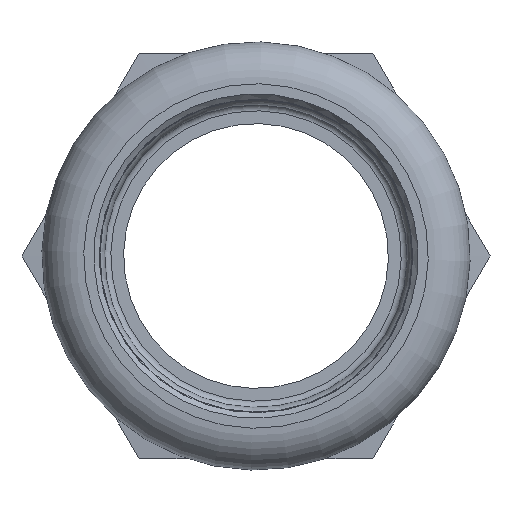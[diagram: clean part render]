
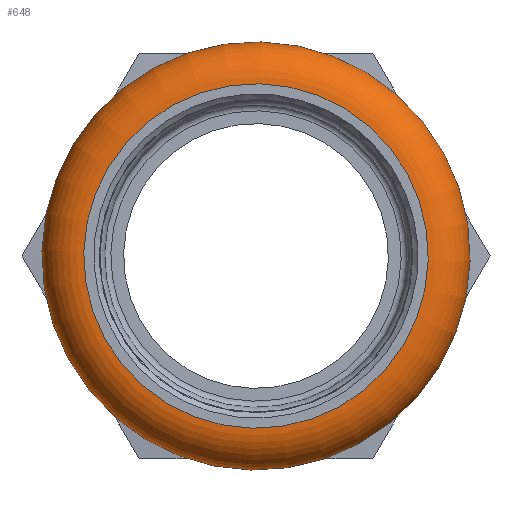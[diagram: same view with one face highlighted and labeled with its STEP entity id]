
A CAD part, left-side view. The second image highlights one B-rep face of the part: STEP entity #648.
In plain terms, the highlighted toroidal (fillet/blend) face has major radius 12.75 mm and minor radius 3.1 mm.
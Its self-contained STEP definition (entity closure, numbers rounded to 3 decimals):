
#16=TOROIDAL_SURFACE('',#743,12.75,3.1);
#143=FACE_OUTER_BOUND('',#191,.T.);
#191=EDGE_LOOP('',(#516,#517,#518,#519));
#233=CIRCLE('',#742,15.125);
#234=CIRCLE('',#744,12.75);
#235=CIRCLE('',#745,3.1);
#287=VERTEX_POINT('',#1236);
#288=VERTEX_POINT('',#1240);
#364=EDGE_CURVE('',#287,#287,#233,.T.);
#366=EDGE_CURVE('',#288,#288,#234,.T.);
#367=EDGE_CURVE('',#288,#287,#235,.T.);
#516=ORIENTED_EDGE('',*,*,#366,.F.);
#517=ORIENTED_EDGE('',*,*,#367,.T.);
#518=ORIENTED_EDGE('',*,*,#364,.T.);
#519=ORIENTED_EDGE('',*,*,#367,.F.);
#648=ADVANCED_FACE('',(#143),#16,.T.);
#742=AXIS2_PLACEMENT_3D('',#1237,#903,#904);
#743=AXIS2_PLACEMENT_3D('',#1239,#906,#907);
#744=AXIS2_PLACEMENT_3D('',#1241,#908,#909);
#745=AXIS2_PLACEMENT_3D('',#1242,#910,#911);
#903=DIRECTION('center_axis',(-1.,0.,0.));
#904=DIRECTION('ref_axis',(0.,1.,0.));
#906=DIRECTION('center_axis',(-1.,0.,0.));
#907=DIRECTION('ref_axis',(0.,0.878,-0.479));
#908=DIRECTION('center_axis',(-1.,0.,0.));
#909=DIRECTION('ref_axis',(0.,1.,0.));
#910=DIRECTION('center_axis',(0.,0.479,0.878));
#911=DIRECTION('ref_axis',(0.,-0.878,0.479));
#1236=CARTESIAN_POINT('',(5.093,-13.273,7.251));
#1237=CARTESIAN_POINT('Origin',(5.093,0.,0.));
#1239=CARTESIAN_POINT('Origin',(3.1,0.,0.));
#1240=CARTESIAN_POINT('',(0.,-11.189,6.113));
#1241=CARTESIAN_POINT('Origin',(0.,0.,0.));
#1242=CARTESIAN_POINT('Origin',(3.1,-11.189,6.113));
